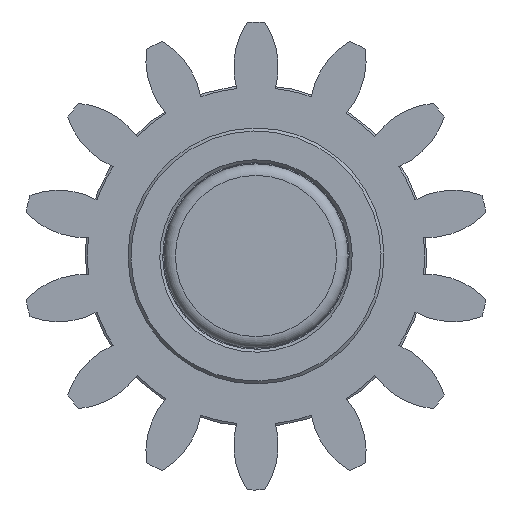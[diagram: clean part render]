
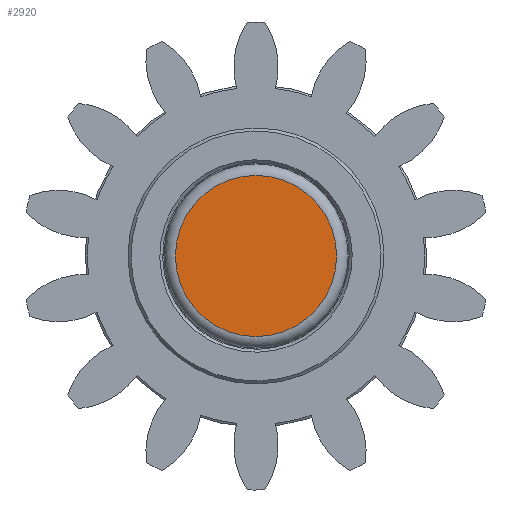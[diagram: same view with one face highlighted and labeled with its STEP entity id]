
A CAD part, front view. The second image highlights one B-rep face of the part: STEP entity #2920.
In plain terms, the highlighted planar face has unit normal (0, -1, 0).
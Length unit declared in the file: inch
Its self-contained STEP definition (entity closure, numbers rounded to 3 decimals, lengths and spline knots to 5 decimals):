
#162=PLANE('',#3133);
#205=FACE_OUTER_BOUND('',#357,.T.);
#357=EDGE_LOOP('',(#1893));
#860=CIRCLE('',#3132,0.1378);
#1064=VERTEX_POINT('',#4421);
#1388=EDGE_CURVE('',#1064,#1064,#860,.T.);
#1893=ORIENTED_EDGE('',*,*,#1388,.F.);
#2920=ADVANCED_FACE('',(#205),#162,.F.);
#3132=AXIS2_PLACEMENT_3D('',#4423,#3566,#3567);
#3133=AXIS2_PLACEMENT_3D('',#4424,#3568,#3569);
#3566=DIRECTION('center_axis',(0.,1.,0.));
#3567=DIRECTION('ref_axis',(1.,0.,0.));
#3568=DIRECTION('center_axis',(0.,1.,0.));
#3569=DIRECTION('ref_axis',(0.,0.,1.));
#4421=CARTESIAN_POINT('',(-0.8571,-1.9494,0.38635));
#4423=CARTESIAN_POINT('Origin',(-0.8571,-1.9494,0.52414));
#4424=CARTESIAN_POINT('Origin',(-0.8571,-1.9494,0.52414));
